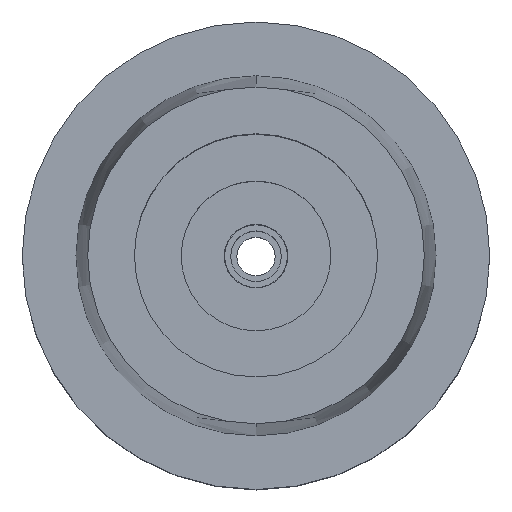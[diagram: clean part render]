
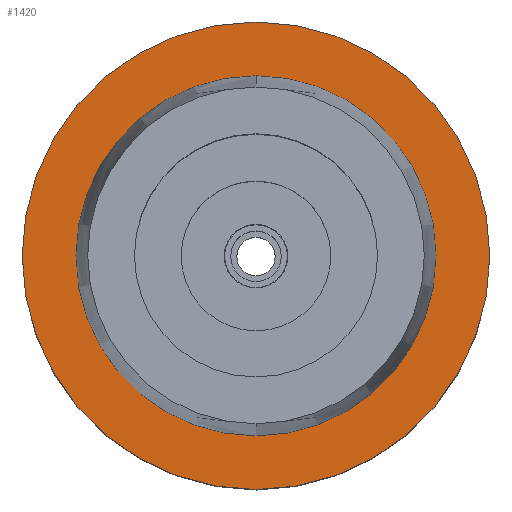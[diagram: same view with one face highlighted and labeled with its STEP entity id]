
A CAD part, top view. The second image highlights one B-rep face of the part: STEP entity #1420.
In plain terms, the highlighted planar face has unit normal (0, 0, 1).
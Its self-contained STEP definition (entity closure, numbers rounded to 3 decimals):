
#12 = VERTEX_POINT ( 'NONE', #1792 ) ;
#41 = DIRECTION ( 'NONE',  ( 0., 1., 0. ) ) ;
#177 = EDGE_CURVE ( 'NONE', #2424, #1618, #1973, .T. ) ;
#287 = AXIS2_PLACEMENT_3D ( 'NONE', #1162, #1557, #537 ) ;
#388 = CARTESIAN_POINT ( 'NONE',  ( 0., -25., 0. ) ) ;
#507 = DIRECTION ( 'NONE',  ( 0., 1., 0. ) ) ;
#522 = PLANE ( 'NONE',  #287 ) ;
#537 = DIRECTION ( 'NONE',  ( 1., 0., 0. ) ) ;
#554 = DIRECTION ( 'NONE',  ( 0., -1., 0. ) ) ;
#555 = DIRECTION ( 'NONE',  ( 0., -1., 0. ) ) ;
#574 = ORIENTED_EDGE ( 'NONE', *, *, #1023, .F. ) ;
#641 = CARTESIAN_POINT ( 'NONE',  ( 0., 0., 0. ) ) ;
#701 = EDGE_LOOP ( 'NONE', ( #1621, #2430 ) ) ;
#801 = CIRCLE ( 'NONE', #2025, 19.25 ) ;
#884 = AXIS2_PLACEMENT_3D ( 'NONE', #641, #1496, #41 ) ;
#937 = AXIS2_PLACEMENT_3D ( 'NONE', #1995, #1233, #554 ) ;
#971 = CARTESIAN_POINT ( 'NONE',  ( 0., 25., 0. ) ) ;
#1023 = EDGE_CURVE ( 'NONE', #12, #1593, #801, .T. ) ;
#1098 = DIRECTION ( 'NONE',  ( 0., 0., 1. ) ) ;
#1162 = CARTESIAN_POINT ( 'NONE',  ( 0., 0., 0. ) ) ;
#1171 = EDGE_CURVE ( 'NONE', #1593, #12, #2191, .T. ) ;
#1233 = DIRECTION ( 'NONE',  ( 0., 0., 1. ) ) ;
#1420 = ADVANCED_FACE ( 'NONE', ( #1579, #1994 ), #522, .T. ) ;
#1463 = AXIS2_PLACEMENT_3D ( 'NONE', #1801, #2420, #555 ) ;
#1496 = DIRECTION ( 'NONE',  ( 0., 0., -1. ) ) ;
#1544 = EDGE_CURVE ( 'NONE', #1618, #2424, #2628, .T. ) ;
#1557 = DIRECTION ( 'NONE',  ( 0., 0., 1. ) ) ;
#1579 = FACE_OUTER_BOUND ( 'NONE', #701, .T. ) ;
#1593 = VERTEX_POINT ( 'NONE', #2626 ) ;
#1618 = VERTEX_POINT ( 'NONE', #388 ) ;
#1621 = ORIENTED_EDGE ( 'NONE', *, *, #177, .F. ) ;
#1792 = CARTESIAN_POINT ( 'NONE',  ( 0., 19.25, 0. ) ) ;
#1801 = CARTESIAN_POINT ( 'NONE',  ( 0., 0., 0. ) ) ;
#1973 = CIRCLE ( 'NONE', #884, 25. ) ;
#1994 = FACE_BOUND ( 'NONE', #2206, .T. ) ;
#1995 = CARTESIAN_POINT ( 'NONE',  ( 0., 0., 0. ) ) ;
#2025 = AXIS2_PLACEMENT_3D ( 'NONE', #2154, #1098, #507 ) ;
#2154 = CARTESIAN_POINT ( 'NONE',  ( 0., 0., 0. ) ) ;
#2191 = CIRCLE ( 'NONE', #937, 19.25 ) ;
#2206 = EDGE_LOOP ( 'NONE', ( #574, #2385 ) ) ;
#2385 = ORIENTED_EDGE ( 'NONE', *, *, #1171, .F. ) ;
#2420 = DIRECTION ( 'NONE',  ( 0., 0., -1. ) ) ;
#2424 = VERTEX_POINT ( 'NONE', #971 ) ;
#2430 = ORIENTED_EDGE ( 'NONE', *, *, #1544, .F. ) ;
#2626 = CARTESIAN_POINT ( 'NONE',  ( 0., -19.25, 0. ) ) ;
#2628 = CIRCLE ( 'NONE', #1463, 25. ) ;
